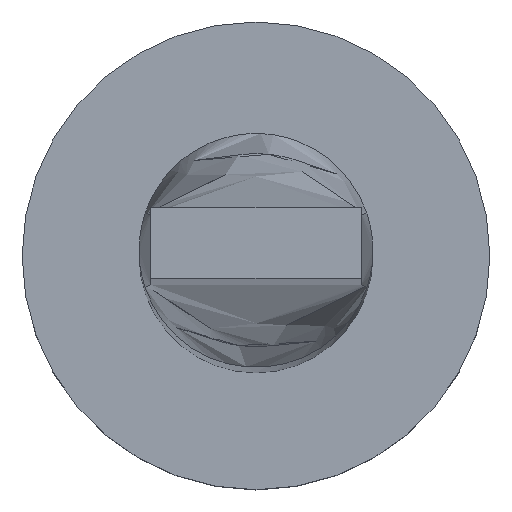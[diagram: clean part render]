
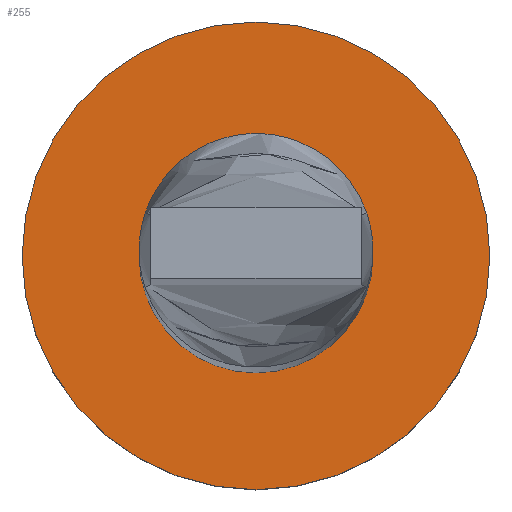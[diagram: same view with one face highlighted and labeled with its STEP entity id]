
A CAD part, top view. The second image highlights one B-rep face of the part: STEP entity #255.
In plain terms, the highlighted planar face has unit normal (0, 0, 1).
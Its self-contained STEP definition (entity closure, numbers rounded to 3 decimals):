
#9 = CARTESIAN_POINT ( 'NONE',  ( 0., 0., 3. ) ) ;
#20 = AXIS2_PLACEMENT_3D ( 'NONE', #276, #50, #88 ) ;
#30 = CIRCLE ( 'NONE', #226, 5. ) ;
#32 = DIRECTION ( 'NONE',  ( 1., 0., 0. ) ) ;
#44 = ORIENTED_EDGE ( 'NONE', *, *, #235, .F. ) ;
#50 = DIRECTION ( 'NONE',  ( 0., 0., 1. ) ) ;
#76 = EDGE_CURVE ( 'NONE', #228, #176, #329, .T. ) ;
#88 = DIRECTION ( 'NONE',  ( 1., 0., 0. ) ) ;
#118 = CIRCLE ( 'NONE', #383, 2.5 ) ;
#129 = DIRECTION ( 'NONE',  ( 0., 0., 1. ) ) ;
#132 = DIRECTION ( 'NONE',  ( 1., 0., 0. ) ) ;
#144 = CIRCLE ( 'NONE', #217, 2.5 ) ;
#145 = EDGE_CURVE ( 'NONE', #176, #228, #30, .T. ) ;
#169 = CARTESIAN_POINT ( 'NONE',  ( 0., 0., 3. ) ) ;
#175 = DIRECTION ( 'NONE',  ( 0., 0., 1. ) ) ;
#176 = VERTEX_POINT ( 'NONE', #336 ) ;
#193 = AXIS2_PLACEMENT_3D ( 'NONE', #328, #521, #32 ) ;
#217 = AXIS2_PLACEMENT_3D ( 'NONE', #169, #129, #273 ) ;
#221 = DIRECTION ( 'NONE',  ( 0., 0., 1. ) ) ;
#226 = AXIS2_PLACEMENT_3D ( 'NONE', #443, #221, #132 ) ;
#228 = VERTEX_POINT ( 'NONE', #240 ) ;
#235 = EDGE_CURVE ( 'NONE', #577, #333, #144, .T. ) ;
#240 = CARTESIAN_POINT ( 'NONE',  ( -5., 0., 3. ) ) ;
#255 = ADVANCED_FACE ( 'NONE', ( #554, #499 ), #550, .T. ) ;
#273 = DIRECTION ( 'NONE',  ( 1., 0., 0. ) ) ;
#276 = CARTESIAN_POINT ( 'NONE',  ( 0., 0., 3. ) ) ;
#282 = CARTESIAN_POINT ( 'NONE',  ( -2.5, 0., 3. ) ) ;
#294 = ORIENTED_EDGE ( 'NONE', *, *, #145, .T. ) ;
#295 = ORIENTED_EDGE ( 'NONE', *, *, #76, .T. ) ;
#328 = CARTESIAN_POINT ( 'NONE',  ( 0., 0., 3. ) ) ;
#329 = CIRCLE ( 'NONE', #193, 5. ) ;
#333 = VERTEX_POINT ( 'NONE', #538 ) ;
#336 = CARTESIAN_POINT ( 'NONE',  ( 5., 0., 3. ) ) ;
#376 = EDGE_LOOP ( 'NONE', ( #44, #460 ) ) ;
#383 = AXIS2_PLACEMENT_3D ( 'NONE', #9, #175, #547 ) ;
#411 = EDGE_CURVE ( 'NONE', #333, #577, #118, .T. ) ;
#434 = EDGE_LOOP ( 'NONE', ( #295, #294 ) ) ;
#443 = CARTESIAN_POINT ( 'NONE',  ( 0., 0., 3. ) ) ;
#460 = ORIENTED_EDGE ( 'NONE', *, *, #411, .F. ) ;
#499 = FACE_OUTER_BOUND ( 'NONE', #434, .T. ) ;
#521 = DIRECTION ( 'NONE',  ( 0., 0., 1. ) ) ;
#538 = CARTESIAN_POINT ( 'NONE',  ( 2.5, 0., 3. ) ) ;
#547 = DIRECTION ( 'NONE',  ( 1., 0., 0. ) ) ;
#550 = PLANE ( 'NONE',  #20 ) ;
#554 = FACE_BOUND ( 'NONE', #376, .T. ) ;
#577 = VERTEX_POINT ( 'NONE', #282 ) ;
